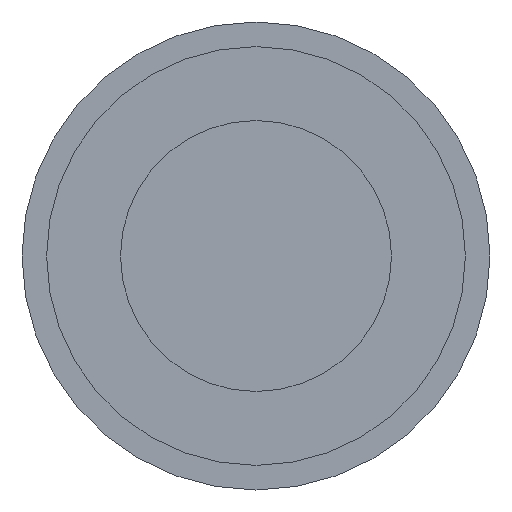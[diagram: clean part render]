
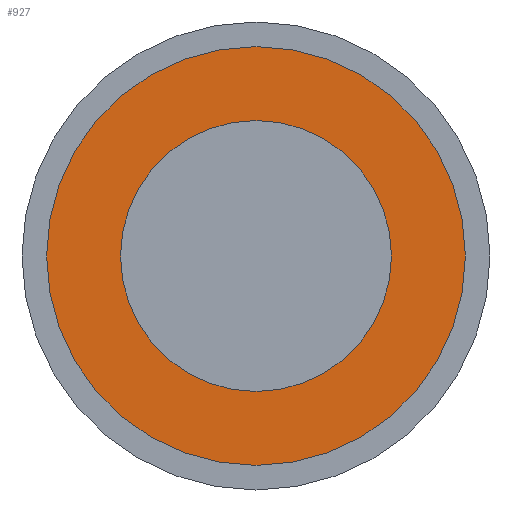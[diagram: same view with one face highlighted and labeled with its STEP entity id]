
A CAD part, front view. The second image highlights one B-rep face of the part: STEP entity #927.
In plain terms, the highlighted planar face has unit normal (0, -1, 0).
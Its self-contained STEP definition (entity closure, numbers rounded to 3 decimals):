
#130 = CARTESIAN_POINT ( 'NONE',  ( 0., 4., 0. ) ) ;
#243 = VERTEX_POINT ( 'NONE', #874 ) ;
#246 = CIRCLE ( 'NONE', #1304, 8.5 ) ;
#275 = DIRECTION ( 'NONE',  ( 0., -1., 0. ) ) ;
#298 = EDGE_CURVE ( 'NONE', #580, #1749, #246, .T. ) ;
#364 = CARTESIAN_POINT ( 'NONE',  ( 0., 4., 0. ) ) ;
#385 = ORIENTED_EDGE ( 'NONE', *, *, #298, .T. ) ;
#480 = FACE_OUTER_BOUND ( 'NONE', #722, .T. ) ;
#512 = PLANE ( 'NONE',  #625 ) ;
#580 = VERTEX_POINT ( 'NONE', #1649 ) ;
#625 = AXIS2_PLACEMENT_3D ( 'NONE', #711, #1547, #1565 ) ;
#647 = CARTESIAN_POINT ( 'NONE',  ( 0., 4., 0. ) ) ;
#711 = CARTESIAN_POINT ( 'NONE',  ( 0., 4., 0. ) ) ;
#722 = EDGE_LOOP ( 'NONE', ( #2313, #385 ) ) ;
#840 = DIRECTION ( 'NONE',  ( 0., -1., 0. ) ) ;
#874 = CARTESIAN_POINT ( 'NONE',  ( 0., 4., -5.5 ) ) ;
#889 = CIRCLE ( 'NONE', #2286, 5.5 ) ;
#927 = ADVANCED_FACE ( 'NONE', ( #2358, #480 ), #512, .T. ) ;
#1012 = DIRECTION ( 'NONE',  ( 0., -1., 0. ) ) ;
#1146 = DIRECTION ( 'NONE',  ( 0., -1., 0. ) ) ;
#1162 = CARTESIAN_POINT ( 'NONE',  ( 0., 4., 5.5 ) ) ;
#1206 = EDGE_CURVE ( 'NONE', #1749, #580, #1729, .T. ) ;
#1304 = AXIS2_PLACEMENT_3D ( 'NONE', #647, #840, #2331 ) ;
#1506 = EDGE_LOOP ( 'NONE', ( #2100, #1534 ) ) ;
#1534 = ORIENTED_EDGE ( 'NONE', *, *, #2147, .F. ) ;
#1547 = DIRECTION ( 'NONE',  ( 0., -1., 0. ) ) ;
#1548 = CARTESIAN_POINT ( 'NONE',  ( 0., 4., -8.5 ) ) ;
#1565 = DIRECTION ( 'NONE',  ( 0., 0., -1. ) ) ;
#1649 = CARTESIAN_POINT ( 'NONE',  ( 0., 4., 8.5 ) ) ;
#1729 = CIRCLE ( 'NONE', #2585, 8.5 ) ;
#1749 = VERTEX_POINT ( 'NONE', #1548 ) ;
#1851 = DIRECTION ( 'NONE',  ( 0., 0., -1. ) ) ;
#1890 = VERTEX_POINT ( 'NONE', #1162 ) ;
#1936 = AXIS2_PLACEMENT_3D ( 'NONE', #130, #1146, #2427 ) ;
#2100 = ORIENTED_EDGE ( 'NONE', *, *, #2532, .F. ) ;
#2147 = EDGE_CURVE ( 'NONE', #1890, #243, #2205, .T. ) ;
#2172 = DIRECTION ( 'NONE',  ( 0., 0., -1. ) ) ;
#2205 = CIRCLE ( 'NONE', #1936, 5.5 ) ;
#2286 = AXIS2_PLACEMENT_3D ( 'NONE', #2593, #275, #2172 ) ;
#2313 = ORIENTED_EDGE ( 'NONE', *, *, #1206, .T. ) ;
#2331 = DIRECTION ( 'NONE',  ( 0., 0., -1. ) ) ;
#2358 = FACE_BOUND ( 'NONE', #1506, .T. ) ;
#2427 = DIRECTION ( 'NONE',  ( 0., 0., -1. ) ) ;
#2532 = EDGE_CURVE ( 'NONE', #243, #1890, #889, .T. ) ;
#2585 = AXIS2_PLACEMENT_3D ( 'NONE', #364, #1012, #1851 ) ;
#2593 = CARTESIAN_POINT ( 'NONE',  ( 0., 4., 0. ) ) ;
